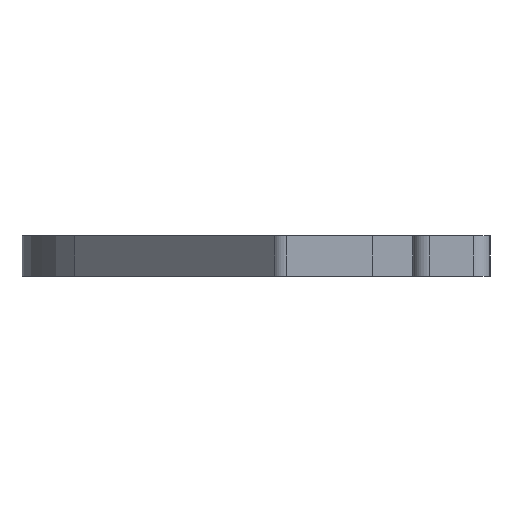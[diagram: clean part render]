
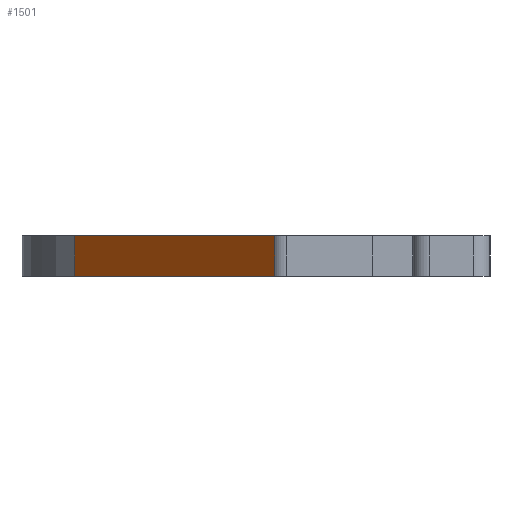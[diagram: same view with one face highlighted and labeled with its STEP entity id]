
A CAD part, left-side view. The second image highlights one B-rep face of the part: STEP entity #1501.
In plain terms, the highlighted planar face has unit normal (-0.675, 0.737, 0).
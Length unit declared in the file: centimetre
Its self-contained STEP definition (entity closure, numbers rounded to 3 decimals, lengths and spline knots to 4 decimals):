
#45=PLANE('',#1601);
#111=FACE_OUTER_BOUND('',#199,.T.);
#199=EDGE_LOOP('',(#1139,#1140,#1141,#1142));
#300=LINE('',#2119,#496);
#349=LINE('',#2224,#545);
#350=LINE('',#2227,#546);
#351=LINE('',#2228,#547);
#496=VECTOR('',#1720,1.);
#545=VECTOR('',#1779,1.);
#546=VECTOR('',#1782,1.);
#547=VECTOR('',#1783,1.);
#718=VERTEX_POINT('',#2116);
#719=VERTEX_POINT('',#2118);
#770=VERTEX_POINT('',#2222);
#771=VERTEX_POINT('',#2226);
#864=EDGE_CURVE('',#718,#719,#300,.T.);
#917=EDGE_CURVE('',#719,#770,#349,.T.);
#918=EDGE_CURVE('',#771,#718,#350,.T.);
#919=EDGE_CURVE('',#770,#771,#351,.T.);
#1139=ORIENTED_EDGE('',*,*,#917,.F.);
#1140=ORIENTED_EDGE('',*,*,#864,.F.);
#1141=ORIENTED_EDGE('',*,*,#918,.F.);
#1142=ORIENTED_EDGE('',*,*,#919,.F.);
#1501=ADVANCED_FACE('',(#111),#45,.T.);
#1601=AXIS2_PLACEMENT_3D('',#2225,#1780,#1781);
#1720=DIRECTION('',(0.737,0.676,0.));
#1779=DIRECTION('',(0.,0.,1.));
#1780=DIRECTION('center_axis',(-0.676,0.737,0.));
#1781=DIRECTION('ref_axis',(-0.737,-0.676,0.));
#1782=DIRECTION('',(0.,0.,-1.));
#1783=DIRECTION('',(-0.737,-0.676,0.));
#2116=CARTESIAN_POINT('',(-9.1189,2.223,0.));
#2118=CARTESIAN_POINT('',(-5.857,5.2114,0.));
#2119=CARTESIAN_POINT('',(-9.2,2.1486,0.));
#2222=CARTESIAN_POINT('',(-5.857,5.2114,0.6));
#2224=CARTESIAN_POINT('',(-5.857,5.2114,0.));
#2225=CARTESIAN_POINT('Origin',(-4.9972,5.9992,0.));
#2226=CARTESIAN_POINT('',(-9.1189,2.223,0.6));
#2227=CARTESIAN_POINT('',(-9.1189,2.223,0.));
#2228=CARTESIAN_POINT('',(-9.2,2.1486,0.6));
